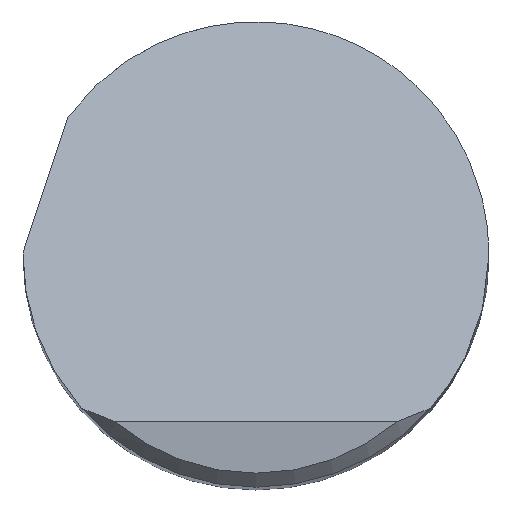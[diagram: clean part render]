
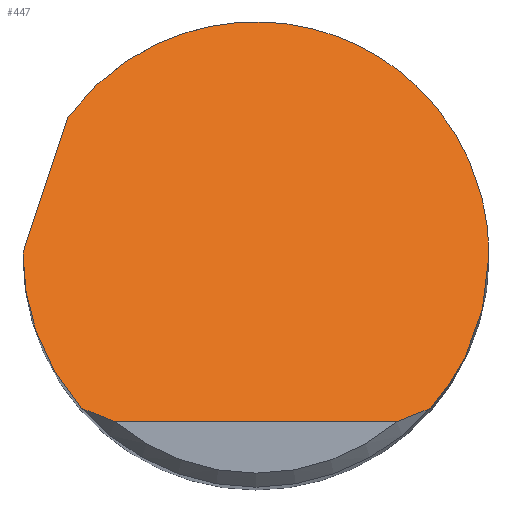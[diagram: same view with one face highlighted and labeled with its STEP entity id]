
A CAD part, top view. The second image highlights one B-rep face of the part: STEP entity #447.
In plain terms, the highlighted planar face has unit normal (0, 0.707, 0.707).
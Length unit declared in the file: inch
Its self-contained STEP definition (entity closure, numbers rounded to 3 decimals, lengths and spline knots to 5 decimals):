
#27 = CARTESIAN_POINT ( 'NONE',  ( -0.22834, -0.11887, 2.93887 ) ) ;
#31 = CARTESIAN_POINT ( 'NONE',  ( -0.15108, -0.18, 3. ) ) ;
#35 = B_SPLINE_CURVE_WITH_KNOTS ( 'NONE', 3,
 ( #439, #147, #204, #491 ),
 .UNSPECIFIED., .F., .F.,
 ( 4, 4 ),
 ( 0., 0.00108 ),
 .UNSPECIFIED. ) ;
#47 = B_SPLINE_CURVE_WITH_KNOTS ( 'NONE', 3,
 ( #142, #545, #674, #31 ),
 .UNSPECIFIED., .F., .F.,
 ( 4, 4 ),
 ( 0., 0.00108 ),
 .UNSPECIFIED. ) ;
#65 = LINE ( 'NONE', #409, #607 ) ;
#73 = EDGE_CURVE ( 'NONE', #502, #541, #667, .T. ) ;
#78 = PLANE ( 'NONE',  #402 ) ;
#99 =( BOUNDED_CURVE ( )  B_SPLINE_CURVE ( 3, ( #731, #700, #112, #335 ),
 .UNSPECIFIED., .F., .T. ) 
 B_SPLINE_CURVE_WITH_KNOTS ( ( 4, 4 ),
 ( 1.5708, 2.29162 ),
 .UNSPECIFIED. ) 
 CURVE ( )  GEOMETRIC_REPRESENTATION_ITEM ( )  RATIONAL_B_SPLINE_CURVE ( ( 1., 0.957, 0.957, 1. ) ) 
 REPRESENTATION_ITEM ( '' )  );
#100 = CARTESIAN_POINT ( 'NONE',  ( -0.15108, -0.18, 3. ) ) ;
#108 = ORIENTED_EDGE ( 'NONE', *, *, #581, .F. ) ;
#112 = CARTESIAN_POINT ( 'NONE',  ( 0.22834, -0.11887, 2.93887 ) ) ;
#135 = CARTESIAN_POINT ( 'NONE',  ( 0., -0.18, 3. ) ) ;
#136 = DIRECTION ( 'NONE',  ( 0.227, 0.689, -0.689 ) ) ;
#138 = CARTESIAN_POINT ( 'NONE',  ( -0.24999, 0.002, 2.818 ) ) ;
#142 = CARTESIAN_POINT ( 'NONE',  ( -0.18782, -0.165, 2.985 ) ) ;
#147 = CARTESIAN_POINT ( 'NONE',  ( 0.16367, -0.17542, 2.99542 ) ) ;
#150 = EDGE_CURVE ( 'NONE', #232, #226, #35, .T. ) ;
#190 = CARTESIAN_POINT ( 'NONE',  ( -0.25, -0.18, 3. ) ) ;
#204 = CARTESIAN_POINT ( 'NONE',  ( 0.17589, -0.1704, 2.9904 ) ) ;
#208 = DIRECTION ( 'NONE',  ( 0., 0.707, -0.707 ) ) ;
#217 = CARTESIAN_POINT ( 'NONE',  ( 0.18782, -0.165, 2.985 ) ) ;
#222 = ORIENTED_EDGE ( 'NONE', *, *, #487, .T. ) ;
#223 = VERTEX_POINT ( 'NONE', #575 ) ;
#226 = VERTEX_POINT ( 'NONE', #217 ) ;
#230 = ORIENTED_EDGE ( 'NONE', *, *, #737, .T. ) ;
#232 = VERTEX_POINT ( 'NONE', #508 ) ;
#245 = VECTOR ( 'NONE', #477, 39.37008 ) ;
#249 =( BOUNDED_CURVE ( )  B_SPLINE_CURVE ( 3, ( #631, #739, #569, #389 ),
 .UNSPECIFIED., .F., .T. ) 
 B_SPLINE_CURVE_WITH_KNOTS ( ( 4, 4 ),
 ( 5.34257, 7.85398 ),
 .UNSPECIFIED. ) 
 CURVE ( )  GEOMETRIC_REPRESENTATION_ITEM ( )  RATIONAL_B_SPLINE_CURVE ( ( 1., 0.54, 0.54, 1. ) ) 
 REPRESENTATION_ITEM ( '' )  );
#252 = CARTESIAN_POINT ( 'NONE',  ( -0.25, 0., 2.82 ) ) ;
#261 = CARTESIAN_POINT ( 'NONE',  ( -0.24999, 0.002, 2.818 ) ) ;
#314 = CARTESIAN_POINT ( 'NONE',  ( -0.18782, -0.165, 2.985 ) ) ;
#330 = ORIENTED_EDGE ( 'NONE', *, *, #539, .F. ) ;
#335 = CARTESIAN_POINT ( 'NONE',  ( 0.18782, -0.165, 2.985 ) ) ;
#352 = VERTEX_POINT ( 'NONE', #698 ) ;
#371 = EDGE_CURVE ( 'NONE', #541, #352, #65, .T. ) ;
#389 = CARTESIAN_POINT ( 'NONE',  ( 0.25, 0., 2.82 ) ) ;
#402 = AXIS2_PLACEMENT_3D ( 'NONE', #190, #430, #208 ) ;
#409 = CARTESIAN_POINT ( 'NONE',  ( -0.30701, -0.17058, 2.99058 ) ) ;
#417 = VERTEX_POINT ( 'NONE', #483 ) ;
#427 =( BOUNDED_CURVE ( )  B_SPLINE_CURVE ( 3, ( #314, #27, #722, #562 ),
 .UNSPECIFIED., .F., .T. ) 
 B_SPLINE_CURVE_WITH_KNOTS ( ( 4, 4 ),
 ( 3.99157, 4.71239 ),
 .UNSPECIFIED. ) 
 CURVE ( )  GEOMETRIC_REPRESENTATION_ITEM ( )  RATIONAL_B_SPLINE_CURVE ( ( 1., 0.957, 0.957, 1. ) ) 
 REPRESENTATION_ITEM ( '' )  );
#430 = DIRECTION ( 'NONE',  ( 0., -0.707, -0.707 ) ) ;
#439 = CARTESIAN_POINT ( 'NONE',  ( 0.15108, -0.18, 3. ) ) ;
#447 = ADVANCED_FACE ( 'NONE', ( #712 ), #78, .F. ) ;
#477 = DIRECTION ( 'NONE',  ( 1., 0., 0. ) ) ;
#483 = CARTESIAN_POINT ( 'NONE',  ( -0.18782, -0.165, 2.985 ) ) ;
#487 = EDGE_CURVE ( 'NONE', #417, #696, #47, .T. ) ;
#491 = CARTESIAN_POINT ( 'NONE',  ( 0.18782, -0.165, 2.985 ) ) ;
#502 = VERTEX_POINT ( 'NONE', #252 ) ;
#508 = CARTESIAN_POINT ( 'NONE',  ( 0.15108, -0.18, 3. ) ) ;
#527 = CARTESIAN_POINT ( 'NONE',  ( -0.25, 0.00133, 2.81867 ) ) ;
#533 = ORIENTED_EDGE ( 'NONE', *, *, #150, .T. ) ;
#539 = EDGE_CURVE ( 'NONE', #417, #502, #427, .T. ) ;
#541 = VERTEX_POINT ( 'NONE', #261 ) ;
#545 = CARTESIAN_POINT ( 'NONE',  ( -0.17589, -0.1704, 2.9904 ) ) ;
#562 = CARTESIAN_POINT ( 'NONE',  ( -0.25, 0., 2.82 ) ) ;
#569 = CARTESIAN_POINT ( 'NONE',  ( 0.25, 0.29348, 2.52652 ) ) ;
#574 = EDGE_CURVE ( 'NONE', #223, #226, #99, .T. ) ;
#575 = CARTESIAN_POINT ( 'NONE',  ( 0.25, 0., 2.82 ) ) ;
#581 = EDGE_CURVE ( 'NONE', #352, #223, #249, .T. ) ;
#582 = ORIENTED_EDGE ( 'NONE', *, *, #371, .F. ) ;
#590 = LINE ( 'NONE', #135, #245 ) ;
#593 = EDGE_LOOP ( 'NONE', ( #230, #533, #650, #108, #582, #746, #330, #222 ) ) ;
#607 = VECTOR ( 'NONE', #136, 39.37008 ) ;
#631 = CARTESIAN_POINT ( 'NONE',  ( -0.20198, 0.14732, 2.67268 ) ) ;
#648 = CARTESIAN_POINT ( 'NONE',  ( -0.25, 0., 2.82 ) ) ;
#650 = ORIENTED_EDGE ( 'NONE', *, *, #574, .F. ) ;
#657 = CARTESIAN_POINT ( 'NONE',  ( -0.25, 0.00067, 2.81933 ) ) ;
#667 =( BOUNDED_CURVE ( )  B_SPLINE_CURVE ( 3, ( #648, #657, #527, #138 ),
 .UNSPECIFIED., .F., .T. ) 
 B_SPLINE_CURVE_WITH_KNOTS ( ( 4, 4 ),
 ( 4.71239, 4.72039 ),
 .UNSPECIFIED. ) 
 CURVE ( )  GEOMETRIC_REPRESENTATION_ITEM ( )  RATIONAL_B_SPLINE_CURVE ( ( 1., 1., 1., 1. ) ) 
 REPRESENTATION_ITEM ( '' )  );
#674 = CARTESIAN_POINT ( 'NONE',  ( -0.16367, -0.17542, 2.99542 ) ) ;
#696 = VERTEX_POINT ( 'NONE', #100 ) ;
#698 = CARTESIAN_POINT ( 'NONE',  ( -0.20198, 0.14732, 2.67268 ) ) ;
#700 = CARTESIAN_POINT ( 'NONE',  ( 0.25, -0.06141, 2.88141 ) ) ;
#712 = FACE_OUTER_BOUND ( 'NONE', #593, .T. ) ;
#722 = CARTESIAN_POINT ( 'NONE',  ( -0.25, -0.06141, 2.88141 ) ) ;
#731 = CARTESIAN_POINT ( 'NONE',  ( 0.25, 0., 2.82 ) ) ;
#737 = EDGE_CURVE ( 'NONE', #696, #232, #590, .T. ) ;
#739 = CARTESIAN_POINT ( 'NONE',  ( -0.02903, 0.38443, 2.43557 ) ) ;
#746 = ORIENTED_EDGE ( 'NONE', *, *, #73, .F. ) ;
